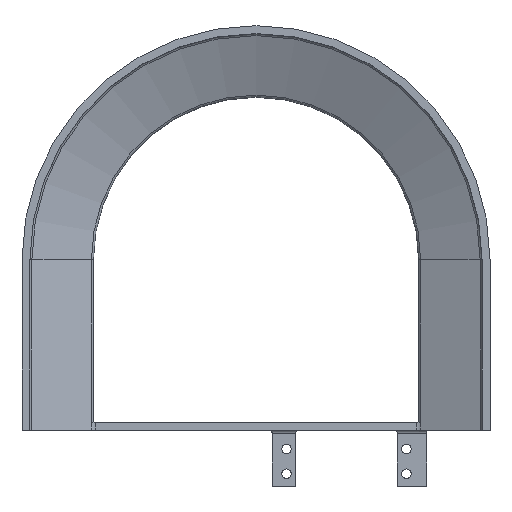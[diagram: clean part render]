
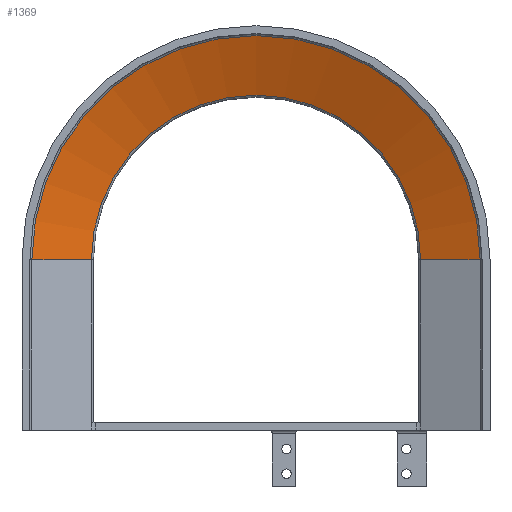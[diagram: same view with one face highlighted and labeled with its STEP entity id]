
A CAD part, top view. The second image highlights one B-rep face of the part: STEP entity #1369.
In plain terms, the highlighted conical face has half-angle 67.5 degrees and reference radius 65.088 mm.
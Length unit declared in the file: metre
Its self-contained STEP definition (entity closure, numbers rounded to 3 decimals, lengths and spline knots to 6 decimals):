
#20=CONICAL_SURFACE('',#1511,0.065088,1.178);
#82=CIRCLE('',#1512,0.089704);
#83=CIRCLE('',#1513,0.065871);
#417=ORIENTED_EDGE('',*,*,#676,.T.);
#418=ORIENTED_EDGE('',*,*,#677,.T.);
#419=ORIENTED_EDGE('',*,*,#665,.F.);
#420=ORIENTED_EDGE('',*,*,#678,.T.);
#665=EDGE_CURVE('',#812,#813,#928,.T.);
#676=EDGE_CURVE('',#820,#821,#937,.T.);
#677=EDGE_CURVE('',#821,#813,#82,.T.);
#678=EDGE_CURVE('',#812,#820,#83,.T.);
#812=VERTEX_POINT('',#2283);
#813=VERTEX_POINT('',#2285);
#820=VERTEX_POINT('',#2307);
#821=VERTEX_POINT('',#2308);
#928=LINE('',#2284,#1051);
#937=LINE('',#2306,#1060);
#1051=VECTOR('',#1855,1.);
#1060=VECTOR('',#1876,1.);
#1153=EDGE_LOOP('',(#417,#418,#419,#420));
#1256=FACE_BOUND('',#1153,.T.);
#1369=ADVANCED_FACE('',(#1256),#20,.F.);
#1511=AXIS2_PLACEMENT_3D('',#2305,#1874,#1875);
#1512=AXIS2_PLACEMENT_3D('',#2309,#1877,#1878);
#1513=AXIS2_PLACEMENT_3D('',#2310,#1879,#1880);
#1855=DIRECTION('',(-0.924,0.,0.383));
#1874=DIRECTION('',(0.,0.,1.));
#1875=DIRECTION('',(1.,0.,0.));
#1876=DIRECTION('',(0.924,0.,0.383));
#1877=DIRECTION('',(0.,0.,1.));
#1878=DIRECTION('',(1.,0.,0.));
#1879=DIRECTION('',(0.,0.,-1.));
#1880=DIRECTION('',(-1.,0.,0.));
#2283=CARTESIAN_POINT('',(-0.065871,0.,0.0416));
#2284=CARTESIAN_POINT('',(-0.077788,0.,0.046536));
#2285=CARTESIAN_POINT('',(-0.089704,0.,0.051471));
#2305=CARTESIAN_POINT('',(0.,0.,0.041275));
#2306=CARTESIAN_POINT('',(0.077788,0.,0.046536));
#2307=CARTESIAN_POINT('',(0.065871,0.,0.0416));
#2308=CARTESIAN_POINT('',(0.089704,0.,0.051471));
#2309=CARTESIAN_POINT('',(0.,0.,0.051471));
#2310=CARTESIAN_POINT('',(0.,0.,0.0416));
